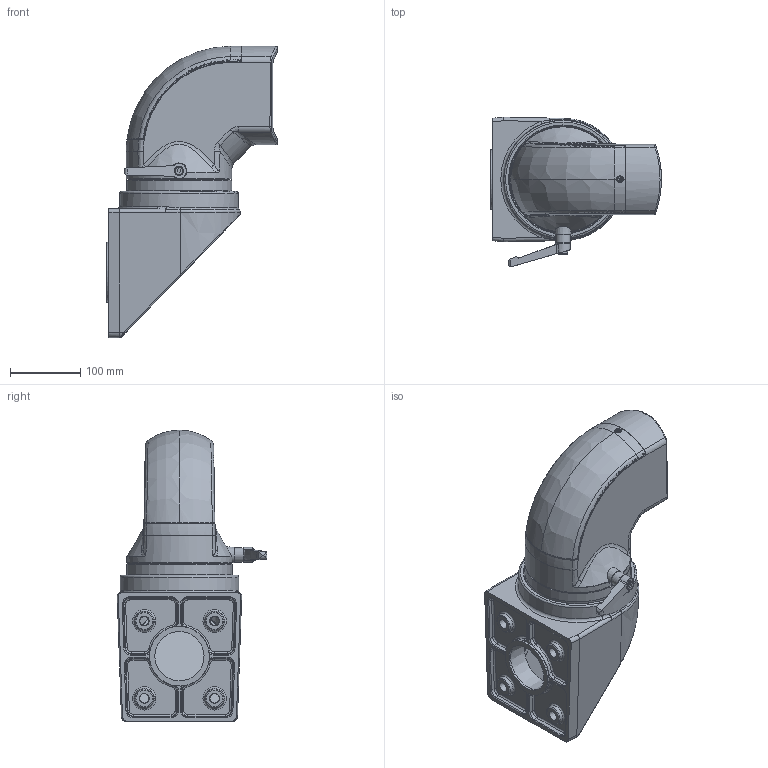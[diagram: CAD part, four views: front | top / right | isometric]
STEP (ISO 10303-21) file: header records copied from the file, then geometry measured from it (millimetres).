
FILE_DESCRIPTION (( 'STEP AP214' ), '1' );
FILE_NAME ('496270000.STEP', '2023-08-31T08:08:46', ( '' ), ( '' ), 'SwSTEP 2.0', 'SolidWorks 2020', '' );
FILE_SCHEMA (( 'AUTOMOTIVE_DESIGN' ));
Length unit declared in the file: millimetre
Products named in the file (24): 83048; 56795; 41887; 82446; 496270000; 86018; 82443; 84178; 93175; 82452; 93335; 98076; 92768; 83047; 95451; 12084_49M-00000120840-01 (Lackfrei); 12088; 84179; 40000039341; 93264; 41886; 82444; 82447; 40000041624_DIN 912 M8 x 25 --- 25C
Assembly tree (41 placements, depth 3):
  496270000
    56795
      12084_49M-00000120840-01 (Lackfrei)
    40000039341  x2
    41887
    84179
    41886
    84178
    93175  x2
    82444
    86018
    98076
    82452
    93335  x6
    12088
    40000041624_DIN 912 M8 x 25 --- 25C  x4
    83047  x4
    82446
    82447
    95451
    82443
    93264  x4
    83048  x4
  92768
Bounding box: 243 x 212.7 x 414.54 mm (x, y, z)
Volume: 3154691.9 mm3; surface area: 771687.9 mm2
Topology: 40 solids, 40 shells, 2383 faces, 5677 edges, 3407 vertices
Faces by surface type: bspline 826, plane 684, cylinder 445, cone 164, torus 152, sphere 112
Full cylindrical faces by diameter (mm): 3.3 x6, 4 x6, 4.2 x2, 4.5 x5, 5 x21, 6 x4, 6.5 x14, 6.8 x4, 7.5 x6, 8 x8, 8.5 x5, 10 x5, 10.5 x6, 13 x5, 16 x1, 20 x2, 20.998 x1, 70 x1, 71 x1, 72 x1, 85 x1, 85.2 x1, 88 x3, 94 x2, 103 x2, 104 x1, 105 x1, 123 x3, 124.5 x1, 136.92 x1
Entity records: 119602 total; most frequent: CARTESIAN_POINT 76113, ORIENTED_EDGE 9218, DIRECTION 6408, EDGE_CURVE 4609, VERTEX_POINT 2870, AXIS2_PLACEMENT_3D 2675, EDGE_LOOP 2409, FACE_OUTER_BOUND 2144
